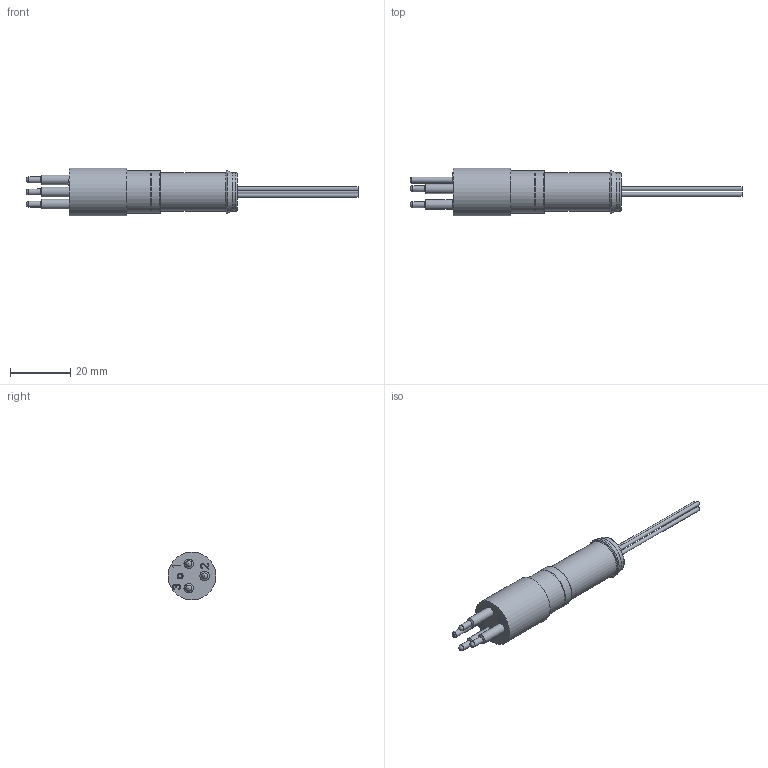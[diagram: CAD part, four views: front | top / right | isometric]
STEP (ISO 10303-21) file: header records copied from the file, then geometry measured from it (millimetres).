
FILE_DESCRIPTION(/* description */ (''),/* implementation_level */ '2;1');
FILE_NAME(/* name */ 'MCPBOF3M-G2.stp',/* time_stamp */ '2022-03-04T10:38:52+01:00',/* author */ ('sh'),/* organization */ (''),/* preprocessor_version */ 'ST-DEVELOPER v17.2',/* originating_system */ 'Autodesk Inventor 2019',/* authorisation */ '');
FILE_SCHEMA (('AUTOMOTIVE_DESIGN { 1 0 10303 214 3 1 1 }'));
Length unit declared in the file: millimetre
Products named in the file (1): 01008861
Bounding box: 109.86 x 15.88 x 15.88 mm (x, y, z)
Volume: 9196 mm3; surface area: 3821.2 mm2
Topology: 1 solids, 1 shells, 80 faces, 215 edges, 151 vertices
Faces by surface type: plane 31, bspline 23, cylinder 15, torus 6, cone 5
Full cylindrical faces by diameter (mm): 1.321 x3, 1.981 x1, 1.986 x3, 3.175 x3, 12.7 x2, 13.97 x2, 15.875 x1
Entity records: 3720 total; most frequent: CARTESIAN_POINT 1553, ORIENTED_EDGE 430, DIRECTION 381, EDGE_CURVE 215, VERTEX_POINT 151, AXIS2_PLACEMENT_3D 148, EDGE_LOOP 94, CIRCLE 90
